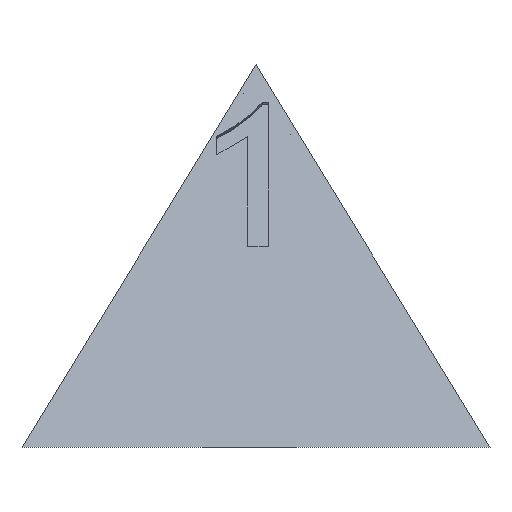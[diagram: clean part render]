
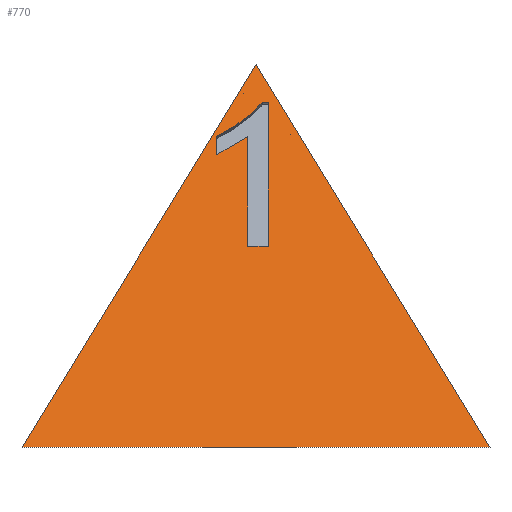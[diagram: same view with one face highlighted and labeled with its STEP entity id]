
A CAD part, front view. The second image highlights one B-rep face of the part: STEP entity #770.
In plain terms, the highlighted planar face has unit normal (0, -0.943, 0.333).
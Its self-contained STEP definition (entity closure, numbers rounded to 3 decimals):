
#102=CARTESIAN_POINT('',(-10.,-5.774,0.));
#103=VERTEX_POINT('',#102);
#110=CARTESIAN_POINT('',(0.,-0.,16.33));
#111=VERTEX_POINT('',#110);
#112=CARTESIAN_POINT('',(0.,0.,16.33));
#113=DIRECTION('',(-0.5,-0.289,-0.816));
#114=VECTOR('',#113,20.);
#115=LINE('',#112,#114);
#116=EDGE_CURVE('',#111,#103,#115,.T.);
#515=CARTESIAN_POINT('',(10.,-5.774,0.));
#516=VERTEX_POINT('',#515);
#517=CARTESIAN_POINT('',(-10.,-5.774,0.));
#518=DIRECTION('',(1.,-0.,0.));
#519=VECTOR('',#518,20.);
#520=LINE('',#517,#519);
#521=EDGE_CURVE('',#103,#516,#520,.T.);
#615=CARTESIAN_POINT('',(0.,-0.,16.33));
#616=DIRECTION('',(0.5,-0.289,-0.816));
#617=VECTOR('',#616,20.);
#618=LINE('',#615,#617);
#619=EDGE_CURVE('',#111,#516,#618,.T.);
#692=CARTESIAN_POINT('',(0.,-5.774,0.));
#693=DIRECTION('',(-0.,-0.943,0.333));
#694=DIRECTION('',(0.,-0.333,-0.943));
#695=AXIS2_PLACEMENT_3D('',#692,#693,#694);
#696=PLANE('',#695);
#697=CARTESIAN_POINT('',(0.527,-0.57,14.718));
#698=VERTEX_POINT('',#697);
#699=CARTESIAN_POINT('',(0.261,-0.57,14.718));
#700=VERTEX_POINT('',#699);
#701=CARTESIAN_POINT('',(0.527,-0.57,14.718));
#702=DIRECTION('',(-1.,0.,-0.));
#703=VECTOR('',#702,0.265);
#704=LINE('',#701,#703);
#705=EDGE_CURVE('',#698,#700,#704,.T.);
#706=ORIENTED_EDGE('',*,*,#705,.F.);
#707=CARTESIAN_POINT('',(0.527,-2.739,8.583));
#708=VERTEX_POINT('',#707);
#709=CARTESIAN_POINT('',(0.527,-2.739,8.583));
#710=DIRECTION('',(-0.,0.333,0.943));
#711=VECTOR('',#710,6.507);
#712=LINE('',#709,#711);
#713=EDGE_CURVE('',#708,#698,#712,.T.);
#714=ORIENTED_EDGE('',*,*,#713,.F.);
#715=CARTESIAN_POINT('',(-0.358,-2.739,8.583));
#716=VERTEX_POINT('',#715);
#717=CARTESIAN_POINT('',(-0.358,-2.739,8.583));
#718=DIRECTION('',(1.,-0.,0.));
#719=VECTOR('',#718,0.885);
#720=LINE('',#717,#719);
#721=EDGE_CURVE('',#716,#708,#720,.T.);
#722=ORIENTED_EDGE('',*,*,#721,.F.);
#723=CARTESIAN_POINT('',(-0.358,-1.083,13.266));
#724=VERTEX_POINT('',#723);
#725=CARTESIAN_POINT('',(-0.358,-1.083,13.266));
#726=DIRECTION('',(-0.,-0.333,-0.943));
#727=VECTOR('',#726,4.967);
#728=LINE('',#725,#727);
#729=EDGE_CURVE('',#724,#716,#728,.T.);
#730=ORIENTED_EDGE('',*,*,#729,.F.);
#731=CARTESIAN_POINT('',(-1.676,-1.357,12.491));
#732=VERTEX_POINT('',#731);
#733=CARTESIAN_POINT('',(-1.676,-1.357,12.491));
#734=DIRECTION('',(0.848,0.176,0.499));
#735=VECTOR('',#734,1.554);
#736=LINE('',#733,#735);
#737=EDGE_CURVE('',#732,#724,#736,.T.);
#738=ORIENTED_EDGE('',*,*,#737,.F.);
#739=CARTESIAN_POINT('',(-1.676,-1.082,13.271));
#740=VERTEX_POINT('',#739);
#741=CARTESIAN_POINT('',(-1.676,-1.082,13.271));
#742=DIRECTION('',(-0.,-0.333,-0.943));
#743=VECTOR('',#742,0.827);
#744=LINE('',#741,#743);
#745=EDGE_CURVE('',#740,#732,#744,.T.);
#746=ORIENTED_EDGE('',*,*,#745,.F.);
#747=CARTESIAN_POINT('',(0.261,-0.57,14.718));
#748=CARTESIAN_POINT('',(0.133,-0.625,14.563));
#749=CARTESIAN_POINT('',(-0.01,-0.675,14.422));
#750=CARTESIAN_POINT('',(-0.161,-0.722,14.288));
#751=CARTESIAN_POINT('',(-0.312,-0.769,14.155));
#752=CARTESIAN_POINT('',(-0.471,-0.814,14.029));
#753=CARTESIAN_POINT('',(-0.635,-0.856,13.909));
#754=CARTESIAN_POINT('',(-0.799,-0.899,13.788));
#755=CARTESIAN_POINT('',(-0.967,-0.939,13.673));
#756=CARTESIAN_POINT('',(-1.14,-0.977,13.566));
#757=CARTESIAN_POINT('',(-1.313,-1.015,13.459));
#758=CARTESIAN_POINT('',(-1.491,-1.051,13.359));
#759=CARTESIAN_POINT('',(-1.676,-1.082,13.271));
#760=B_SPLINE_CURVE_WITH_KNOTS('',3,(#747,#748,#749,#750,#751,#752,#753,#754,#755,#756,#757,#758,#759),.UNSPECIFIED.,.F.,.F.,(4,3,3,3,4),(0.,0.001,0.001,0.002,0.002),.UNSPECIFIED.);
#761=EDGE_CURVE('',#700,#740,#760,.T.);
#762=ORIENTED_EDGE('',*,*,#761,.F.);
#763=EDGE_LOOP('',(#706,#714,#722,#730,#738,#746,#762));
#764=FACE_BOUND('',#763,.T.);
#765=ORIENTED_EDGE('',*,*,#521,.T.);
#766=ORIENTED_EDGE('',*,*,#619,.F.);
#767=ORIENTED_EDGE('',*,*,#116,.T.);
#768=EDGE_LOOP('',(#765,#766,#767));
#769=FACE_BOUND('',#768,.T.);
#770=ADVANCED_FACE('',(#764,#769),#696,.T.);
